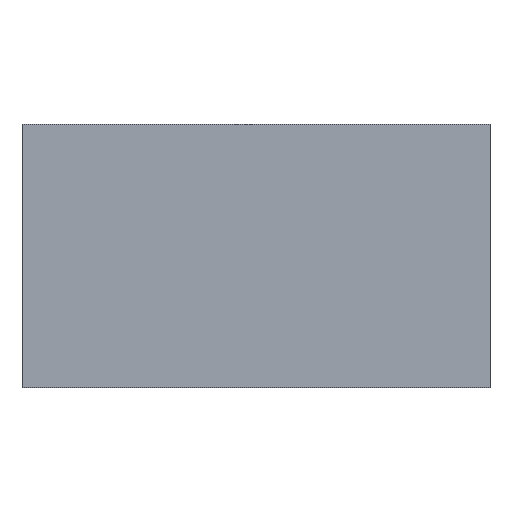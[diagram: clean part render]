
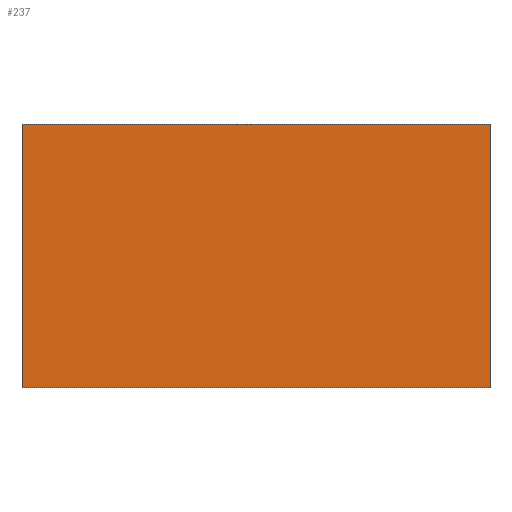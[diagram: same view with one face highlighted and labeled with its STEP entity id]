
A CAD part, top view. The second image highlights one B-rep face of the part: STEP entity #237.
In plain terms, the highlighted planar face has unit normal (0, 0, 1).
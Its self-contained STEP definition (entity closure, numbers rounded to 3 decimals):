
#18 = ORIENTED_EDGE ( 'NONE', *, *, #173, .T. ) ;
#20 = VECTOR ( 'NONE', #135, 1000. ) ;
#23 = VERTEX_POINT ( 'NONE', #74 ) ;
#24 = CARTESIAN_POINT ( 'NONE',  ( 0., 0., 2.5 ) ) ;
#25 = CARTESIAN_POINT ( 'NONE',  ( -8., -4.5, 2.5 ) ) ;
#26 = CARTESIAN_POINT ( 'NONE',  ( 8., 4.5, 2.5 ) ) ;
#27 = AXIS2_PLACEMENT_3D ( 'NONE', #24, #55, #153 ) ;
#36 = CARTESIAN_POINT ( 'NONE',  ( -8., 4.5, 2.5 ) ) ;
#38 = LINE ( 'NONE', #36, #191 ) ;
#51 = DIRECTION ( 'NONE',  ( -1., 0., 0. ) ) ;
#55 = DIRECTION ( 'NONE',  ( 0., 0., 1. ) ) ;
#59 = VECTOR ( 'NONE', #170, 1000. ) ;
#63 = LINE ( 'NONE', #157, #20 ) ;
#74 = CARTESIAN_POINT ( 'NONE',  ( -8., 4.5, 2.5 ) ) ;
#77 = VERTEX_POINT ( 'NONE', #130 ) ;
#86 = CARTESIAN_POINT ( 'NONE',  ( 8., 4.5, 2.5 ) ) ;
#89 = CARTESIAN_POINT ( 'NONE',  ( -8., 4.5, 2.5 ) ) ;
#121 = ORIENTED_EDGE ( 'NONE', *, *, #215, .T. ) ;
#122 = VERTEX_POINT ( 'NONE', #86 ) ;
#130 = CARTESIAN_POINT ( 'NONE',  ( 8., -4.5, 2.5 ) ) ;
#135 = DIRECTION ( 'NONE',  ( 1., 0., 0. ) ) ;
#153 = DIRECTION ( 'NONE',  ( 1., 0., 0. ) ) ;
#157 = CARTESIAN_POINT ( 'NONE',  ( -8., -4.5, 2.5 ) ) ;
#168 = ORIENTED_EDGE ( 'NONE', *, *, #190, .T. ) ;
#170 = DIRECTION ( 'NONE',  ( 0., 1., 0. ) ) ;
#172 = LINE ( 'NONE', #26, #59 ) ;
#173 = EDGE_CURVE ( 'NONE', #23, #223, #38, .T. ) ;
#178 = PLANE ( 'NONE',  #27 ) ;
#180 = ORIENTED_EDGE ( 'NONE', *, *, #181, .T. ) ;
#181 = EDGE_CURVE ( 'NONE', #122, #23, #233, .T. ) ;
#186 = DIRECTION ( 'NONE',  ( 0., -1., 0. ) ) ;
#190 = EDGE_CURVE ( 'NONE', #223, #77, #63, .T. ) ;
#191 = VECTOR ( 'NONE', #186, 1000. ) ;
#203 = FACE_OUTER_BOUND ( 'NONE', #236, .T. ) ;
#215 = EDGE_CURVE ( 'NONE', #77, #122, #172, .T. ) ;
#218 = VECTOR ( 'NONE', #51, 1000. ) ;
#223 = VERTEX_POINT ( 'NONE', #25 ) ;
#233 = LINE ( 'NONE', #89, #218 ) ;
#236 = EDGE_LOOP ( 'NONE', ( #18, #168, #121, #180 ) ) ;
#237 = ADVANCED_FACE ( 'NONE', ( #203 ), #178, .T. ) ;
